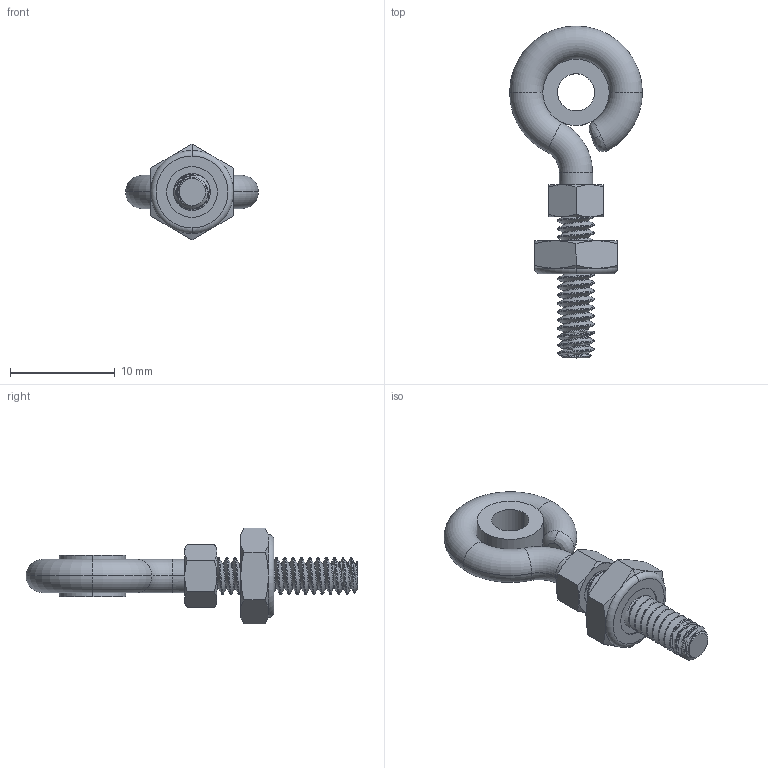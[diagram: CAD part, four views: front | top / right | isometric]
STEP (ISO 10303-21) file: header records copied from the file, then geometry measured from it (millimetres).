
FILE_DESCRIPTION (( 'STEP AP214' ), '1' );
FILE_NAME ('am-4841 S3 Support Assy.STEP', '2022-10-10T15:35:27', ( '' ), ( '' ), 'SwSTEP 2.0', 'SolidWorks 2022', '' );
FILE_SCHEMA (( 'AUTOMOTIVE_DESIGN' ));
Length unit declared in the file: inch
Products named in the file (4): 6-32 Nylock Jam Nut_90633A007; am-1662 6-32 x 0750L 0250 ID Eye Bolt_9489T45; am-4841 S3 Support Assy; am-4768 0.140 ID 0.250 OD 0.156 Long
Assembly tree (3 placements, depth 2):
  am-4841 S3 Support Assy
    am-1662 6-32 x 0750L 0250 ID Eye Bolt_9489T45
    am-4768 0.140 ID 0.250 OD 0.156 Long
    6-32 Nylock Jam Nut_90633A007
Bounding box: 12.7 x 31.75 x 9.17 mm (x, y, z)
Volume: 630.8 mm3; surface area: 1222.9 mm2
Topology: 5 solids, 5 shells, 165 faces, 397 edges, 244 vertices
Faces by surface type: cylinder 69, cone 51, plane 26, torus 14, bspline 5
Entity records: 8734 total; most frequent: CARTESIAN_POINT 5066, ORIENTED_EDGE 794, DIRECTION 670, EDGE_CURVE 397, AXIS2_PLACEMENT_3D 285, VERTEX_POINT 244, EDGE_LOOP 175, ADVANCED_FACE 165
